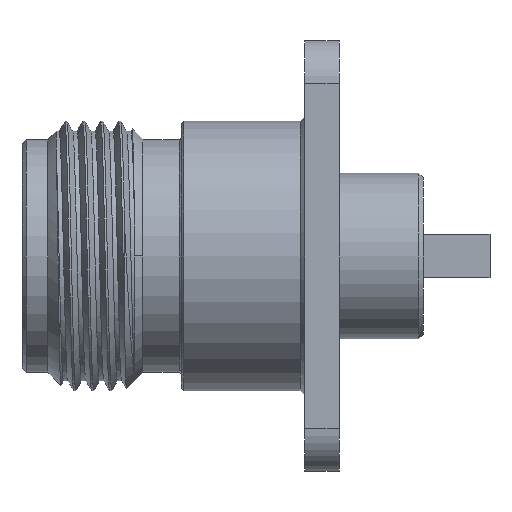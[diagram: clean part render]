
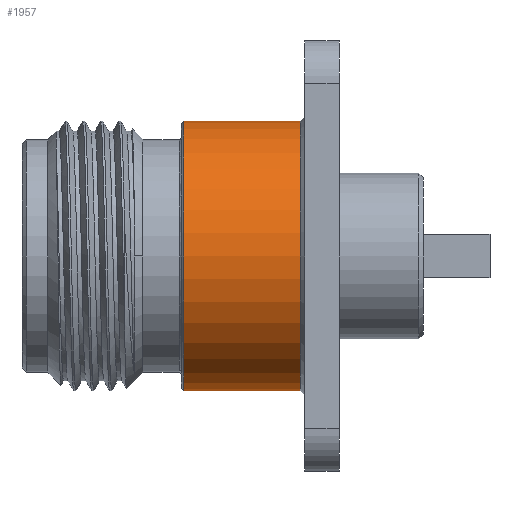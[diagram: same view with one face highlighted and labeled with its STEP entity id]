
A CAD part, front view. The second image highlights one B-rep face of the part: STEP entity #1957.
In plain terms, the highlighted cylindrical face has radius 7.938 mm (diameter 15.875 mm), a partial arc.
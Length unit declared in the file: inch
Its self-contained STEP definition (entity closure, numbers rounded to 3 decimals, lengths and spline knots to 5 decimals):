
#267 = DIRECTION ( 'NONE',  ( -1., 0., 0. ) ) ;
#280 = ORIENTED_EDGE ( 'NONE', *, *, #2356, .F. ) ;
#284 = CARTESIAN_POINT ( 'NONE',  ( 0.82, 0., 0.3125 ) ) ;
#304 = AXIS2_PLACEMENT_3D ( 'NONE', #324, #1082, #3189 ) ;
#324 = CARTESIAN_POINT ( 'NONE',  ( 0.82, 0., 0. ) ) ;
#389 = DIRECTION ( 'NONE',  ( 0., 0., 1. ) ) ;
#412 = CIRCLE ( 'NONE', #2303, 0.3125 ) ;
#530 = CARTESIAN_POINT ( 'NONE',  ( 0.82, 0., -0.3125 ) ) ;
#590 = CARTESIAN_POINT ( 'NONE',  ( 0.375, 0., 0.3125 ) ) ;
#607 = CARTESIAN_POINT ( 'NONE',  ( 0.646, 0., -0.3125 ) ) ;
#836 = ORIENTED_EDGE ( 'NONE', *, *, #1432, .T. ) ;
#912 = LINE ( 'NONE', #530, #4490 ) ;
#1082 = DIRECTION ( 'NONE',  ( -1., 0., 0. ) ) ;
#1292 = VECTOR ( 'NONE', #267, 39.37008 ) ;
#1421 = CIRCLE ( 'NONE', #2886, 0.3125 ) ;
#1423 = VERTEX_POINT ( 'NONE', #1934 ) ;
#1432 = EDGE_CURVE ( 'NONE', #2912, #2975, #1421, .T. ) ;
#1477 = CARTESIAN_POINT ( 'NONE',  ( 0.375, 0., 0. ) ) ;
#1914 = VERTEX_POINT ( 'NONE', #590 ) ;
#1934 = CARTESIAN_POINT ( 'NONE',  ( 0.375, 0., -0.3125 ) ) ;
#1957 = ADVANCED_FACE ( 'NONE', ( #3935 ), #2901, .T. ) ;
#2223 = LINE ( 'NONE', #284, #1292 ) ;
#2303 = AXIS2_PLACEMENT_3D ( 'NONE', #1477, #4653, #389 ) ;
#2356 = EDGE_CURVE ( 'NONE', #2912, #1423, #912, .T. ) ;
#2630 = CARTESIAN_POINT ( 'NONE',  ( 0.646, 0., 0. ) ) ;
#2886 = AXIS2_PLACEMENT_3D ( 'NONE', #2630, #3672, #3064 ) ;
#2901 = CYLINDRICAL_SURFACE ( 'NONE', #304, 0.3125 ) ;
#2912 = VERTEX_POINT ( 'NONE', #607 ) ;
#2975 = VERTEX_POINT ( 'NONE', #4090 ) ;
#2984 = EDGE_LOOP ( 'NONE', ( #280, #836, #3010, #4453 ) ) ;
#3010 = ORIENTED_EDGE ( 'NONE', *, *, #4218, .T. ) ;
#3064 = DIRECTION ( 'NONE',  ( 0., 0., -1. ) ) ;
#3189 = DIRECTION ( 'NONE',  ( 0., 0., 1. ) ) ;
#3425 = DIRECTION ( 'NONE',  ( -1., 0., 0. ) ) ;
#3672 = DIRECTION ( 'NONE',  ( -1., 0., 0. ) ) ;
#3788 = EDGE_CURVE ( 'NONE', #1914, #1423, #412, .T. ) ;
#3935 = FACE_OUTER_BOUND ( 'NONE', #2984, .T. ) ;
#4090 = CARTESIAN_POINT ( 'NONE',  ( 0.646, 0., 0.3125 ) ) ;
#4218 = EDGE_CURVE ( 'NONE', #2975, #1914, #2223, .T. ) ;
#4453 = ORIENTED_EDGE ( 'NONE', *, *, #3788, .T. ) ;
#4490 = VECTOR ( 'NONE', #3425, 39.37008 ) ;
#4653 = DIRECTION ( 'NONE',  ( 1., 0., 0. ) ) ;
